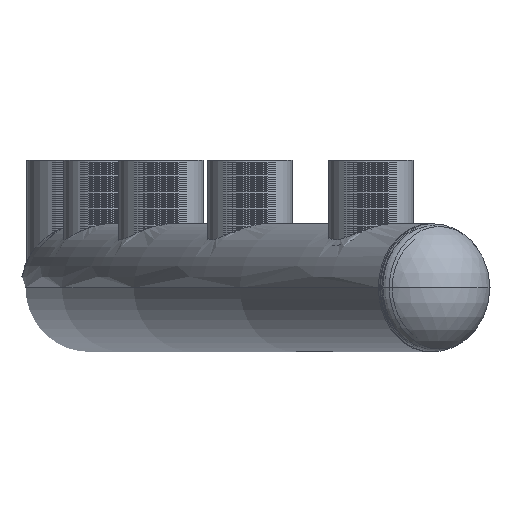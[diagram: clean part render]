
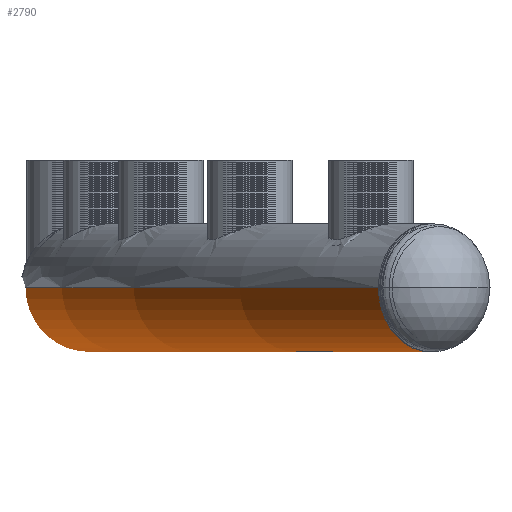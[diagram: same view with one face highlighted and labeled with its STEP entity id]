
A CAD part, left-side view. The second image highlights one B-rep face of the part: STEP entity #2790.
In plain terms, the highlighted toroidal (fillet/blend) face has major radius 869.85 mm and minor radius 30.15 mm.
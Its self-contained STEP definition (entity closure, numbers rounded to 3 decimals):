
#2790 = ADVANCED_FACE ( 'NONE', ( #3577 ), #29722, .T. ) ;
#3268 = DIRECTION ( 'NONE',  ( 0.582, -0.813, 0. ) ) ;
#3577 = FACE_OUTER_BOUND ( 'NONE', #27320, .T. ) ;
#6661 = DIRECTION ( 'NONE',  ( 1., 0., 0. ) ) ;
#6830 = CIRCLE ( 'NONE', #29366, 839.7 ) ;
#7759 = CARTESIAN_POINT ( 'NONE',  ( 0., 0., 0. ) ) ;
#7774 = DIRECTION ( 'NONE',  ( -0.582, -0.813, 0. ) ) ;
#9558 = CARTESIAN_POINT ( 'NONE',  ( -505.977, 707.549, 0. ) ) ;
#9563 = AXIS2_PLACEMENT_3D ( 'NONE', #16122, #15860, #28956 ) ;
#9702 = VERTEX_POINT ( 'NONE', #19292 ) ;
#9733 = ORIENTED_EDGE ( 'NONE', *, *, #31416, .T. ) ;
#10877 = DIRECTION ( 'NONE',  ( -0.813, 0.582, 0. ) ) ;
#10884 = CARTESIAN_POINT ( 'NONE',  ( -523.515, 732.074, 0. ) ) ;
#10945 = VERTEX_POINT ( 'NONE', #27020 ) ;
#11648 = EDGE_CURVE ( 'NONE', #28933, #9702, #6830, .T. ) ;
#13816 = DIRECTION ( 'NONE',  ( 0., 0., 1. ) ) ;
#14017 = ORIENTED_EDGE ( 'NONE', *, *, #23921, .F. ) ;
#14146 = AXIS2_PLACEMENT_3D ( 'NONE', #9558, #16167, #3268 ) ;
#15860 = DIRECTION ( 'NONE',  ( 0., 0., 1. ) ) ;
#16122 = CARTESIAN_POINT ( 'NONE',  ( 0., 0., 0. ) ) ;
#16167 = DIRECTION ( 'NONE',  ( -0.813, -0.582, 0. ) ) ;
#16216 = CARTESIAN_POINT ( 'NONE',  ( 0., 0., 0. ) ) ;
#17028 = DIRECTION ( 'NONE',  ( 1., 0., 0. ) ) ;
#19292 = CARTESIAN_POINT ( 'NONE',  ( -488.44, 683.025, 0. ) ) ;
#21296 = AXIS2_PLACEMENT_3D ( 'NONE', #7759, #13816, #17028 ) ;
#22725 = AXIS2_PLACEMENT_3D ( 'NONE', #30447, #10877, #7774 ) ;
#23921 = EDGE_CURVE ( 'NONE', #25264, #9702, #24105, .T. ) ;
#24105 = CIRCLE ( 'NONE', #14146, 30.15 ) ;
#24557 = EDGE_CURVE ( 'NONE', #10945, #25264, #40081, .T. ) ;
#25264 = VERTEX_POINT ( 'NONE', #10884 ) ;
#27020 = CARTESIAN_POINT ( 'NONE',  ( 523.515, 732.074, 0. ) ) ;
#27320 = EDGE_LOOP ( 'NONE', ( #36845, #9733, #33633, #14017 ) ) ;
#27641 = CARTESIAN_POINT ( 'NONE',  ( 488.44, 683.025, 0. ) ) ;
#28933 = VERTEX_POINT ( 'NONE', #27641 ) ;
#28956 = DIRECTION ( 'NONE',  ( 1., 0., 0. ) ) ;
#29193 = DIRECTION ( 'NONE',  ( 0., 0., 1. ) ) ;
#29366 = AXIS2_PLACEMENT_3D ( 'NONE', #16216, #29193, #6661 ) ;
#29722 = TOROIDAL_SURFACE ( 'NONE', #21296, 869.85, 30.15 ) ;
#30138 = CIRCLE ( 'NONE', #22725, 30.15 ) ;
#30447 = CARTESIAN_POINT ( 'NONE',  ( 505.977, 707.549, 0. ) ) ;
#31416 = EDGE_CURVE ( 'NONE', #10945, #28933, #30138, .T. ) ;
#33633 = ORIENTED_EDGE ( 'NONE', *, *, #11648, .T. ) ;
#36845 = ORIENTED_EDGE ( 'NONE', *, *, #24557, .F. ) ;
#40081 = CIRCLE ( 'NONE', #9563, 900. ) ;
